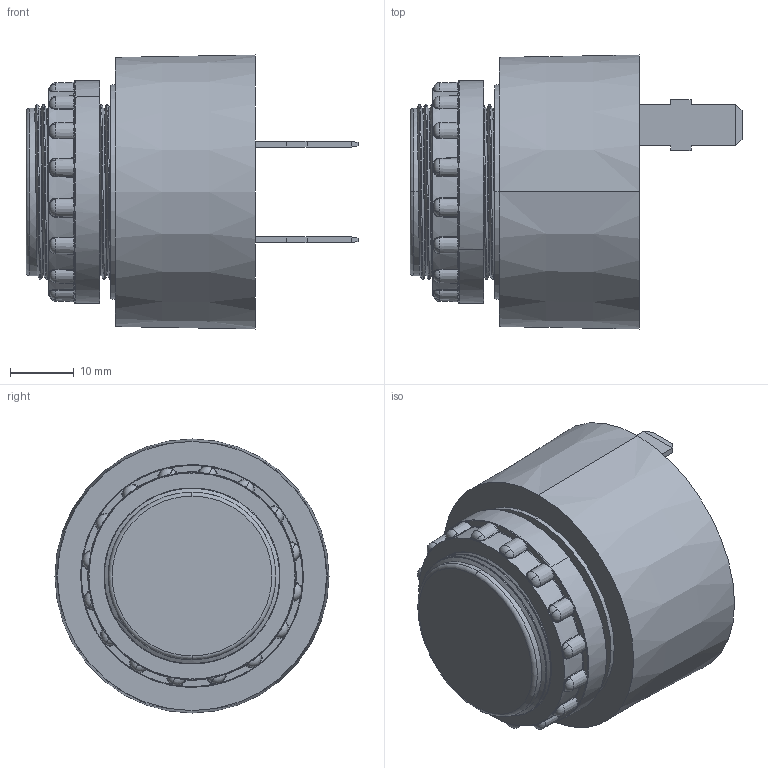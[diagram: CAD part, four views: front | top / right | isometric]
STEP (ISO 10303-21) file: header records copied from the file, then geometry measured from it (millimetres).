
FILE_DESCRIPTION (( 'STEP AP214' ), '1' );
FILE_NAME ('SK0158-3D_Issue _A.STEP', '2016-03-11T12:20:05', ( '' ), ( '' ), 'SwSTEP 2.0', 'SolidWorks 2016', '' );
FILE_SCHEMA (( 'AUTOMOTIVE_DESIGN' ));
Length unit declared in the file: millimetre
Products named in the file (1): SK0158-3D_Issue _A
Bounding box: 52.1 x 43 x 43 mm (x, y, z)
Volume: 42454 mm3; surface area: 8651.5 mm2
Topology: 1 solids, 1 shells, 397 faces, 959 edges, 538 vertices
Faces by surface type: bspline 137, torus 117, plane 77, sphere 32, cone 24, cylinder 10
Entity records: 18933 total; most frequent: CARTESIAN_POINT 9891, ORIENTED_EDGE 1852, DIRECTION 1677, EDGE_CURVE 926, AXIS2_PLACEMENT_3D 783, VERTEX_POINT 538, CIRCLE 522, EDGE_LOOP 404
